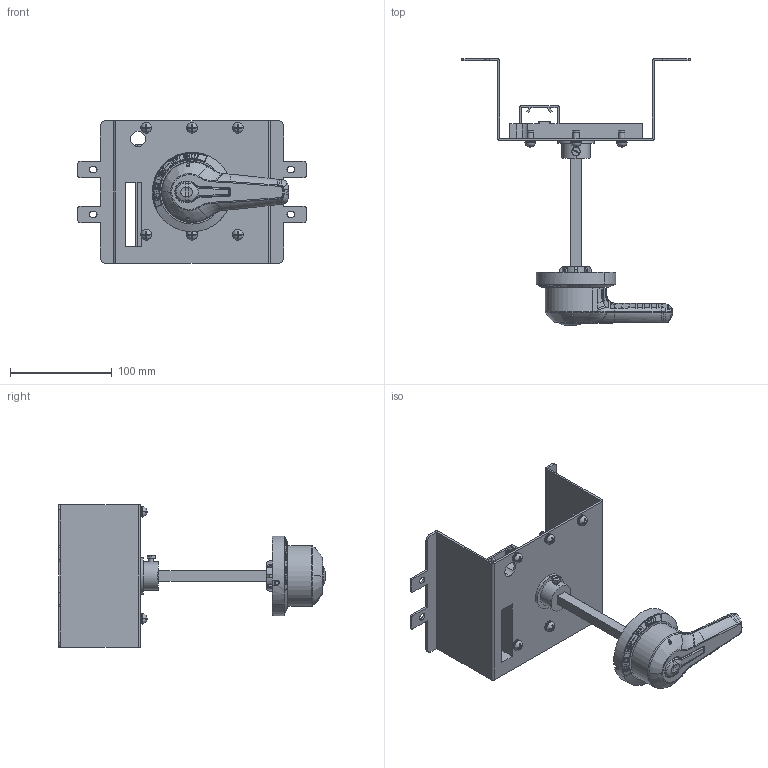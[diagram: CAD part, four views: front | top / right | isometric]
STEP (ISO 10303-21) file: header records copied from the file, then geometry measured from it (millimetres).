
FILE_DESCRIPTION((''),'2;1');
FILE_NAME('ERH-M4-V01_ASM','2022-12-01T13:11:35',('cjunsong'),(''),'CREO PARAMETRIC BY PTC INC, 2020044','CREO PARAMETRIC BY PTC INC, 2020044','');
FILE_SCHEMA(('CONFIG_CONTROL_DESIGN','SHAPE_APPEARANCE_LAYERS_GROUPS'));
Products named in the file (15): NXM_630SHOUC; SHOUCAO95_1_1_2; 8ZTD2061560_3; SHOUCAO95_1_3_1; _20_3; JIZHUOLUOMU_SOLID_1-1905_1; JIZHUOLUOMU_SOLID_1-1906_1; SHOUCAO95_1_5_1; SHOUCAO95_1_8_1; SHOUCAO95_1_10_1; SHOUCAO95_1_2_1; SHOUCAO95_1_ASM_2_ASM; SP110440; SP010207; ERH-M4-V01_ASM
Assembly tree (19 placements, depth 3):
  ERH-M4-V01_ASM
    NXM_630SHOUC
    SHOUCAO95_1_ASM_2_ASM
      SHOUCAO95_1_1_2
      8ZTD2061560_3
      SHOUCAO95_1_3_1
      _20_3
      JIZHUOLUOMU_SOLID_1-1905_1
      JIZHUOLUOMU_SOLID_1-1906_1
      SHOUCAO95_1_5_1
      SHOUCAO95_1_8_1
      SHOUCAO95_1_10_1
      SHOUCAO95_1_2_1
    SP110440  x6
    SP010207
Bounding box: 224 x 261.73 x 140 mm (x, y, z)
Volume: 377265.1 mm3; surface area: 231313.8 mm2
Topology: 19 solids, 26 shells, 2068 faces, 5789 edges, 3878 vertices
Faces by surface type: plane 1097, cylinder 468, bspline 292, cone 110, extrusion 66, sphere 18, torus 17
Entity records: 79179 total; most frequent: CARTESIAN_POINT 33030, ORIENTED_EDGE 10540, DIRECTION 8022, EDGE_CURVE 5273, VERTEX_POINT 3538, AXIS2_PLACEMENT_3D 2737, VECTOR 2548, LINE 2482
